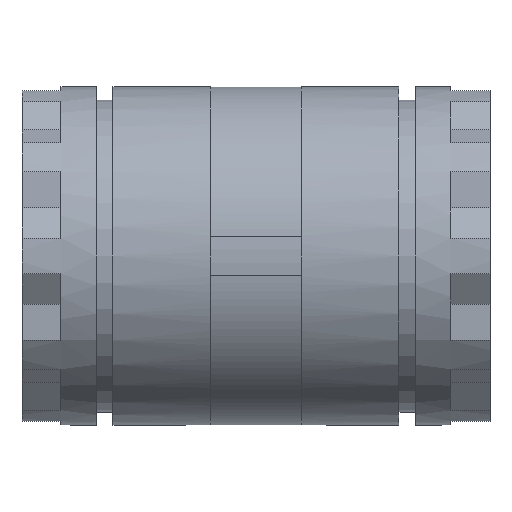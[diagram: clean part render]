
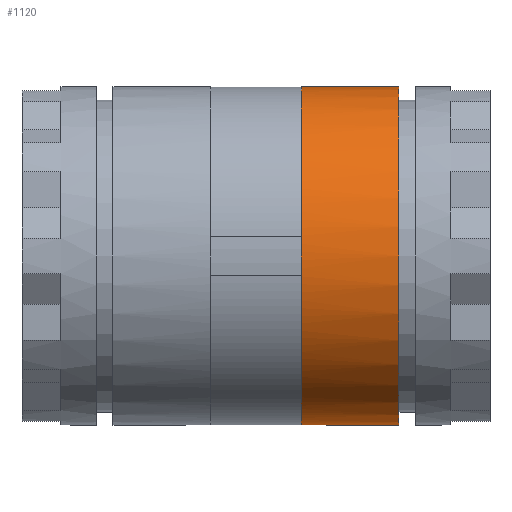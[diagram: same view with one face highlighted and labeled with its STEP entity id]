
A CAD part, front view. The second image highlights one B-rep face of the part: STEP entity #1120.
In plain terms, the highlighted cylindrical face has radius 13 mm (diameter 26 mm), a partial arc.
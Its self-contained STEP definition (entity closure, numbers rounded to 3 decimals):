
#254 = VERTEX_POINT ( 'NONE', #2455 ) ;
#255 = VERTEX_POINT ( 'NONE', #2454 ) ;
#257 = EDGE_CURVE ( 'NONE', #255, #258, #2453, .T. ) ;
#258 = VERTEX_POINT ( 'NONE', #2529 ) ;
#261 = VERTEX_POINT ( 'NONE', #2523 ) ;
#346 = EDGE_CURVE ( 'NONE', #254, #261, #2648, .T. ) ;
#591 = EDGE_CURVE ( 'NONE', #258, #261, #3661, .T. ) ;
#1120 = ADVANCED_FACE ( 'NONE', ( #4188 ), #4412, .T. ) ;
#1121 = EDGE_LOOP ( 'NONE', ( #1122, #1123, #1124, #1125 ) ) ;
#1122 = ORIENTED_EDGE ( 'NONE', *, *, #257, .F. ) ;
#1123 = ORIENTED_EDGE ( 'NONE', *, *, #1140, .T. ) ;
#1124 = ORIENTED_EDGE ( 'NONE', *, *, #346, .T. ) ;
#1125 = ORIENTED_EDGE ( 'NONE', *, *, #591, .F. ) ;
#1140 = EDGE_CURVE ( 'NONE', #255, #254, #4452, .T. ) ;
#2450 = DIRECTION ( 'NONE',  ( -1., 0., 0. ) ) ;
#2451 = VECTOR ( 'NONE', #2450, 1000. ) ;
#2452 = CARTESIAN_POINT ( 'NONE',  ( 0., 0., -13. ) ) ;
#2453 = LINE ( 'NONE', #2452, #2451 ) ;
#2454 = CARTESIAN_POINT ( 'NONE',  ( 11., 0., -13. ) ) ;
#2455 = CARTESIAN_POINT ( 'NONE',  ( 11., 0., 13. ) ) ;
#2523 = CARTESIAN_POINT ( 'NONE',  ( 3.5, 0., 13. ) ) ;
#2529 = CARTESIAN_POINT ( 'NONE',  ( 3.5, 0., -13. ) ) ;
#2645 = DIRECTION ( 'NONE',  ( -1., 0., 0. ) ) ;
#2646 = VECTOR ( 'NONE', #2645, 1000. ) ;
#2647 = CARTESIAN_POINT ( 'NONE',  ( 0., 0., 13. ) ) ;
#2648 = LINE ( 'NONE', #2647, #2646 ) ;
#3657 = DIRECTION ( 'NONE',  ( 0., 0., 1. ) ) ;
#3658 = DIRECTION ( 'NONE',  ( -1., 0., 0. ) ) ;
#3659 = CARTESIAN_POINT ( 'NONE',  ( 3.5, 0., 0. ) ) ;
#3660 = AXIS2_PLACEMENT_3D ( 'NONE', #3659, #3658, #3657 ) ;
#3661 = CIRCLE ( 'NONE', #3660, 13. ) ;
#4188 = FACE_OUTER_BOUND ( 'NONE', #1121, .T. ) ;
#4411 = CARTESIAN_POINT ( 'NONE',  ( 0., 0., 0. ) ) ;
#4412 = CYLINDRICAL_SURFACE ( 'NONE', #4493, 13. ) ;
#4448 = DIRECTION ( 'NONE',  ( 0., 0., 1. ) ) ;
#4449 = DIRECTION ( 'NONE',  ( -1., 0., 0. ) ) ;
#4450 = CARTESIAN_POINT ( 'NONE',  ( 11., 0., 0. ) ) ;
#4451 = AXIS2_PLACEMENT_3D ( 'NONE', #4450, #4449, #4448 ) ;
#4452 = CIRCLE ( 'NONE', #4451, 13. ) ;
#4491 = DIRECTION ( 'NONE',  ( 0., 0., 1. ) ) ;
#4492 = DIRECTION ( 'NONE',  ( -1., 0., 0. ) ) ;
#4493 = AXIS2_PLACEMENT_3D ( 'NONE', #4411, #4492, #4491 ) ;
